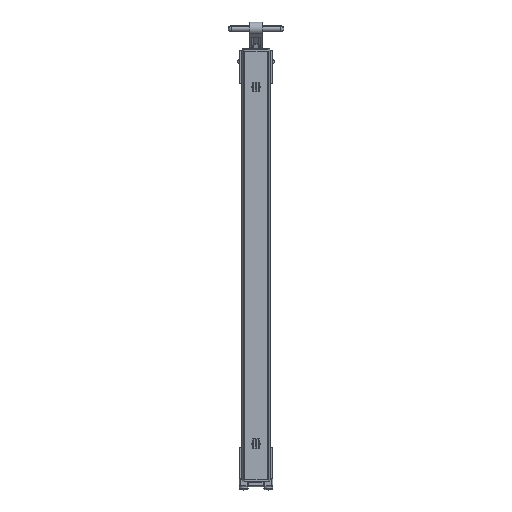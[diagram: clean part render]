
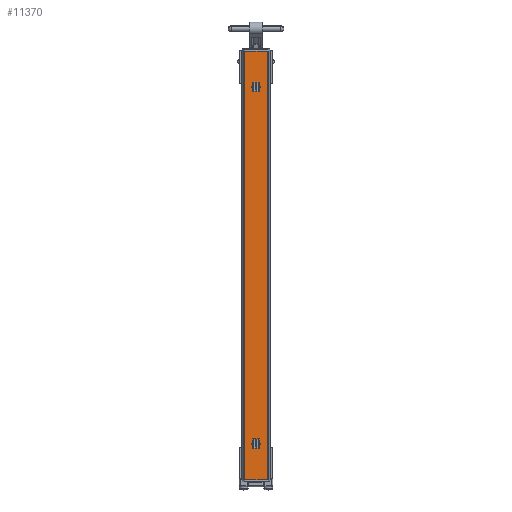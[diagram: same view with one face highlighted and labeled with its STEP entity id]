
A CAD part, front view. The second image highlights one B-rep face of the part: STEP entity #11370.
In plain terms, the highlighted planar face has unit normal (0, -1, 0).
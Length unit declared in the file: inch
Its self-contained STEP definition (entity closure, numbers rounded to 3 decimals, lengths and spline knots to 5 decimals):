
#1180 = DIRECTION ( 'NONE',  ( 0., 1., 0. ) ) ;
#3208 = CIRCLE ( 'NONE', #23263, 0.15625 ) ;
#3689 = EDGE_CURVE ( 'NONE', #19860, #52292, #39393, .T. ) ;
#3755 = DIRECTION ( 'NONE',  ( 0., 1., 0. ) ) ;
#4637 = EDGE_LOOP ( 'NONE', ( #59982, #10222 ) ) ;
#7747 = CARTESIAN_POINT ( 'NONE',  ( 0., 0., 10. ) ) ;
#8970 = VECTOR ( 'NONE', #24339, 39.37008 ) ;
#9057 = AXIS2_PLACEMENT_3D ( 'NONE', #35546, #45483, #9716 ) ;
#9694 = CARTESIAN_POINT ( 'NONE',  ( 0., 0., 10. ) ) ;
#9716 = DIRECTION ( 'NONE',  ( 1., 0., 0. ) ) ;
#10222 = ORIENTED_EDGE ( 'NONE', *, *, #61695, .T. ) ;
#10443 = CARTESIAN_POINT ( 'NONE',  ( 0., 0., -10. ) ) ;
#11370 = ADVANCED_FACE ( 'NONE', ( #54756, #25239, #29910 ), #59713, .T. ) ;
#13121 = CARTESIAN_POINT ( 'NONE',  ( -0.62546, 0., 12. ) ) ;
#17158 = AXIS2_PLACEMENT_3D ( 'NONE', #37043, #57241, #53251 ) ;
#18120 = ORIENTED_EDGE ( 'NONE', *, *, #47567, .T. ) ;
#18254 = EDGE_CURVE ( 'NONE', #24169, #63689, #57964, .T. ) ;
#19860 = VERTEX_POINT ( 'NONE', #43317 ) ;
#19958 = EDGE_CURVE ( 'NONE', #62356, #37534, #39410, .T. ) ;
#21248 = CARTESIAN_POINT ( 'NONE',  ( 0.15625, 0., 10. ) ) ;
#22339 = VERTEX_POINT ( 'NONE', #31918 ) ;
#23160 = DIRECTION ( 'NONE',  ( 1., 0., 0. ) ) ;
#23263 = AXIS2_PLACEMENT_3D ( 'NONE', #10443, #1180, #61735 ) ;
#24169 = VERTEX_POINT ( 'NONE', #13121 ) ;
#24247 = EDGE_CURVE ( 'NONE', #22339, #24169, #54498, .T. ) ;
#24339 = DIRECTION ( 'NONE',  ( 0., 0., 1. ) ) ;
#24362 = VECTOR ( 'NONE', #42080, 39.37008 ) ;
#25239 = FACE_BOUND ( 'NONE', #37918, .T. ) ;
#25394 = VECTOR ( 'NONE', #23160, 39.37008 ) ;
#27914 = DIRECTION ( 'NONE',  ( 0., 1., 0. ) ) ;
#28982 = CARTESIAN_POINT ( 'NONE',  ( -0.62546, 0., -12. ) ) ;
#29259 = ORIENTED_EDGE ( 'NONE', *, *, #18254, .F. ) ;
#29910 = FACE_OUTER_BOUND ( 'NONE', #51595, .T. ) ;
#30967 = DIRECTION ( 'NONE',  ( 1., 0., 0. ) ) ;
#31918 = CARTESIAN_POINT ( 'NONE',  ( -0.62546, 0., -12. ) ) ;
#34233 = DIRECTION ( 'NONE',  ( -1., 0., 0. ) ) ;
#34736 = CARTESIAN_POINT ( 'NONE',  ( 0.62546, 0., -12. ) ) ;
#35546 = CARTESIAN_POINT ( 'NONE',  ( -0.62546, 0., -12. ) ) ;
#36540 = EDGE_CURVE ( 'NONE', #37534, #62356, #3208, .T. ) ;
#37043 = CARTESIAN_POINT ( 'NONE',  ( 0., 0., -10. ) ) ;
#37534 = VERTEX_POINT ( 'NONE', #62593 ) ;
#37918 = EDGE_LOOP ( 'NONE', ( #58075, #57032 ) ) ;
#39393 = CIRCLE ( 'NONE', #64755, 0.15625 ) ;
#39410 = CIRCLE ( 'NONE', #17158, 0.15625 ) ;
#40522 = CARTESIAN_POINT ( 'NONE',  ( 0.62546, 0., 12. ) ) ;
#42080 = DIRECTION ( 'NONE',  ( 0., 0., 1. ) ) ;
#43317 = CARTESIAN_POINT ( 'NONE',  ( -0.15625, 0., 10. ) ) ;
#44055 = ORIENTED_EDGE ( 'NONE', *, *, #64290, .T. ) ;
#45483 = DIRECTION ( 'NONE',  ( 0., -1., 0. ) ) ;
#45537 = AXIS2_PLACEMENT_3D ( 'NONE', #7747, #27914, #48148 ) ;
#45840 = ORIENTED_EDGE ( 'NONE', *, *, #24247, .F. ) ;
#47567 = EDGE_CURVE ( 'NONE', #22339, #52916, #51185, .T. ) ;
#48148 = DIRECTION ( 'NONE',  ( -1., 0., 0. ) ) ;
#51185 = LINE ( 'NONE', #65435, #58143 ) ;
#51595 = EDGE_LOOP ( 'NONE', ( #29259, #45840, #18120, #44055 ) ) ;
#52292 = VERTEX_POINT ( 'NONE', #21248 ) ;
#52905 = CIRCLE ( 'NONE', #45537, 0.15625 ) ;
#52916 = VERTEX_POINT ( 'NONE', #34736 ) ;
#53251 = DIRECTION ( 'NONE',  ( -1., 0., 0. ) ) ;
#54498 = LINE ( 'NONE', #28982, #8970 ) ;
#54756 = FACE_BOUND ( 'NONE', #4637, .T. ) ;
#57032 = ORIENTED_EDGE ( 'NONE', *, *, #36540, .T. ) ;
#57241 = DIRECTION ( 'NONE',  ( 0., 1., 0. ) ) ;
#57964 = LINE ( 'NONE', #62595, #25394 ) ;
#58075 = ORIENTED_EDGE ( 'NONE', *, *, #19958, .T. ) ;
#58143 = VECTOR ( 'NONE', #30967, 39.37008 ) ;
#59713 = PLANE ( 'NONE',  #9057 ) ;
#59982 = ORIENTED_EDGE ( 'NONE', *, *, #3689, .T. ) ;
#61587 = CARTESIAN_POINT ( 'NONE',  ( 0.62546, 0., -12. ) ) ;
#61695 = EDGE_CURVE ( 'NONE', #52292, #19860, #52905, .T. ) ;
#61735 = DIRECTION ( 'NONE',  ( -1., 0., 0. ) ) ;
#61907 = LINE ( 'NONE', #61587, #24362 ) ;
#62356 = VERTEX_POINT ( 'NONE', #64097 ) ;
#62593 = CARTESIAN_POINT ( 'NONE',  ( 0.15625, 0., -10. ) ) ;
#62595 = CARTESIAN_POINT ( 'NONE',  ( -0.62546, 0., 12. ) ) ;
#63689 = VERTEX_POINT ( 'NONE', #40522 ) ;
#64097 = CARTESIAN_POINT ( 'NONE',  ( -0.15625, 0., -10. ) ) ;
#64290 = EDGE_CURVE ( 'NONE', #52916, #63689, #61907, .T. ) ;
#64755 = AXIS2_PLACEMENT_3D ( 'NONE', #9694, #3755, #34233 ) ;
#65435 = CARTESIAN_POINT ( 'NONE',  ( -0.62546, 0., -12. ) ) ;
